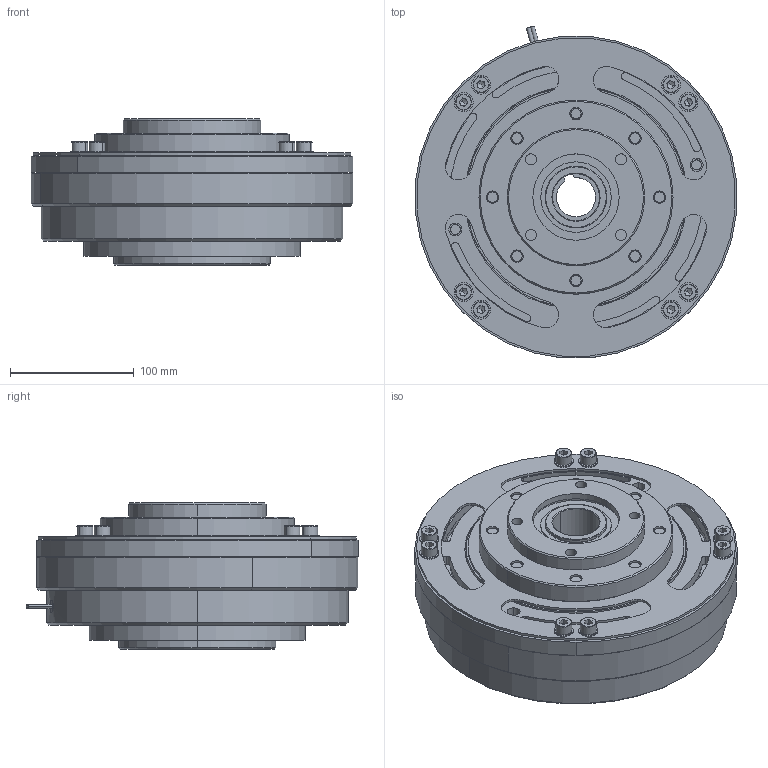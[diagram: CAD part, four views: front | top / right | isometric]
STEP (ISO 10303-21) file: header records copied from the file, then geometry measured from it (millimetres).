
FILE_DESCRIPTION (( 'STEP AP203' ), '1' );
FILE_NAME ('MMC 60E-03_80004331.STEP', '2016-08-11T02:36:05', ( ' ' ), ( '' ), 'SwSTEP 2.0', 'SolidWorks 2009', '' );
FILE_SCHEMA (( 'CONFIG_CONTROL_DESIGN' ));
Length unit declared in the file: millimetre
Products named in the file (1): MMC 60E-03_80004331
Bounding box: 260.01 x 268.5 x 118.3 mm (x, y, z)
Volume: 4117828.6 mm3; surface area: 334121.8 mm2
Topology: 1 solids, 1 shells, 579 faces, 1357 edges, 848 vertices
Faces by surface type: cylinder 280, plane 199, cone 66, torus 34
Entity records: 16882 total; most frequent: DIRECTION 3261, CARTESIAN_POINT 2842, ORIENTED_EDGE 2682, AXIS2_PLACEMENT_3D 1343, EDGE_CURVE 1341, VERTEX_POINT 848, CIRCLE 763, EDGE_LOOP 705
